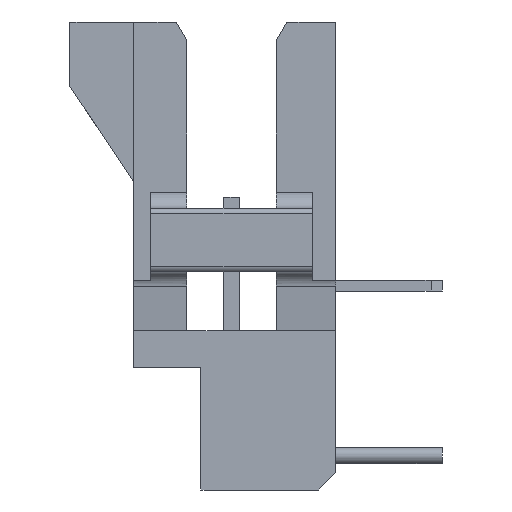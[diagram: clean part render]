
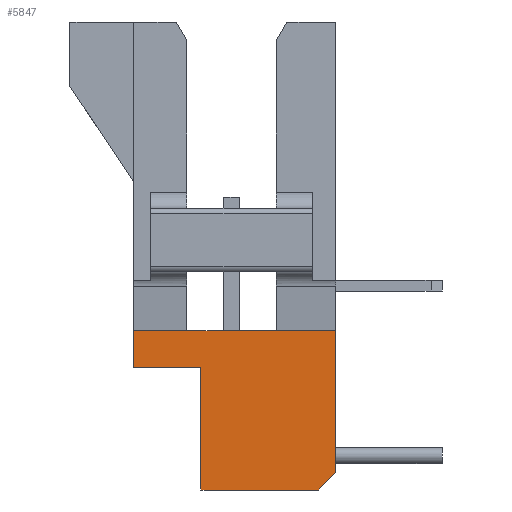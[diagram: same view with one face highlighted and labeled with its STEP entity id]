
A CAD part, left-side view. The second image highlights one B-rep face of the part: STEP entity #5847.
In plain terms, the highlighted planar face has unit normal (-1, 0, 0).
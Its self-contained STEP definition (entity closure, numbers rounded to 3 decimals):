
#18=DIRECTION('',(0.,0.,1.));
#19=VECTOR('',#18,3.404);
#20=CARTESIAN_POINT('',(-14.2,-2.489,-10.774));
#21=LINE('',#20,#19);
#1216=DIRECTION('',(0.,0.,1.));
#1217=VECTOR('',#1216,0.89);
#1218=CARTESIAN_POINT('',(-14.2,2.34,-8.26));
#1219=LINE('',#1218,#1217);
#1268=DIRECTION('',(0.,-0.707,0.707));
#1269=VECTOR('',#1268,0.575);
#1270=CARTESIAN_POINT('',(-14.2,-2.083,-11.18));
#1271=LINE('',#1270,#1269);
#1272=DIRECTION('',(0.,1.,0.));
#1273=VECTOR('',#1272,2.813);
#1274=CARTESIAN_POINT('',(-14.2,-2.083,-11.18));
#1275=LINE('',#1274,#1273);
#1276=DIRECTION('',(0.,0.,1.));
#1277=VECTOR('',#1276,2.92);
#1278=CARTESIAN_POINT('',(-14.2,0.73,-11.18));
#1279=LINE('',#1278,#1277);
#1280=DIRECTION('',(0.,-1.,0.));
#1281=VECTOR('',#1280,1.61);
#1282=CARTESIAN_POINT('',(-14.2,2.34,-8.26));
#1283=LINE('',#1282,#1281);
#1284=DIRECTION('',(0.,-1.,0.));
#1285=VECTOR('',#1284,2.13);
#1286=CARTESIAN_POINT('',(-14.2,1.065,-7.37));
#1287=LINE('',#1286,#1285);
#1296=DIRECTION('',(0.,1.,0.));
#1297=VECTOR('',#1296,1.424);
#1298=CARTESIAN_POINT('',(-14.2,-2.489,-7.37));
#1299=LINE('',#1298,#1297);
#1312=DIRECTION('',(0.,1.,0.));
#1313=VECTOR('',#1312,1.275);
#1314=CARTESIAN_POINT('',(-14.2,1.065,-7.37));
#1315=LINE('',#1314,#1313);
#3352=CARTESIAN_POINT('',(-14.2,1.065,-7.37));
#3353=CARTESIAN_POINT('',(-14.2,-1.065,-7.37));
#3354=VERTEX_POINT('',#3352);
#3355=VERTEX_POINT('',#3353);
#3360=CARTESIAN_POINT('',(-14.2,-2.489,-7.37));
#3361=VERTEX_POINT('',#3360);
#3362=CARTESIAN_POINT('',(-14.2,2.34,-7.37));
#3363=VERTEX_POINT('',#3362);
#3398=CARTESIAN_POINT('',(-14.2,0.73,-11.18));
#3399=VERTEX_POINT('',#3398);
#3400=CARTESIAN_POINT('',(-14.2,2.34,-8.26));
#3401=CARTESIAN_POINT('',(-14.2,0.73,-8.26));
#3402=VERTEX_POINT('',#3400);
#3403=VERTEX_POINT('',#3401);
#3568=CARTESIAN_POINT('',(-14.2,-2.083,-11.18));
#3569=CARTESIAN_POINT('',(-14.2,-2.489,-10.774));
#3570=VERTEX_POINT('',#3568);
#3571=VERTEX_POINT('',#3569);
#5827=CARTESIAN_POINT('',(-14.2,-2.489,-11.18));
#5828=DIRECTION('',(-1.,0.,0.));
#5829=DIRECTION('',(0.,0.,1.));
#5830=AXIS2_PLACEMENT_3D('',#5827,#5828,#5829);
#5831=PLANE('',#5830);
#5832=ORIENTED_EDGE('',*,*,#5078,.F.);
#5833=ORIENTED_EDGE('',*,*,#5149,.T.);
#5835=ORIENTED_EDGE('',*,*,#5834,.T.);
#5836=ORIENTED_EDGE('',*,*,#5776,.F.);
#5837=ORIENTED_EDGE('',*,*,#5729,.T.);
#5839=ORIENTED_EDGE('',*,*,#5838,.F.);
#5841=ORIENTED_EDGE('',*,*,#5840,.T.);
#5843=ORIENTED_EDGE('',*,*,#5842,.F.);
#5844=ORIENTED_EDGE('',*,*,#4341,.F.);
#5845=EDGE_LOOP('',(#5832,#5833,#5835,#5836,#5837,#5839,#5841,#5843,#5844));
#5846=FACE_OUTER_BOUND('',#5845,.F.);
#4341=EDGE_CURVE('',#3571,#3361,#21,.T.);
#5078=EDGE_CURVE('',#3570,#3571,#1271,.T.);
#5149=EDGE_CURVE('',#3570,#3399,#1275,.T.);
#5729=EDGE_CURVE('',#3402,#3363,#1219,.T.);
#5776=EDGE_CURVE('',#3402,#3403,#1283,.T.);
#5834=EDGE_CURVE('',#3399,#3403,#1279,.T.);
#5838=EDGE_CURVE('',#3354,#3363,#1315,.T.);
#5840=EDGE_CURVE('',#3354,#3355,#1287,.T.);
#5842=EDGE_CURVE('',#3361,#3355,#1299,.T.);
#5847=ADVANCED_FACE('',(#5846),#5831,.T.);
